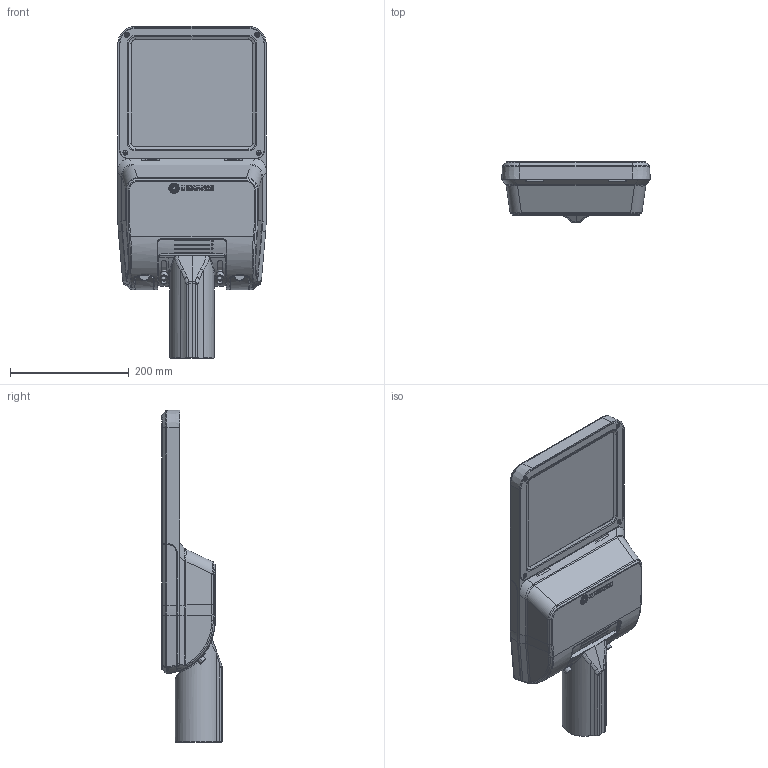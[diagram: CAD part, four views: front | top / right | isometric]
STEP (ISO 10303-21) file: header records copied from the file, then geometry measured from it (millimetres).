
FILE_DESCRIPTION (( 'STEP AP214' ), '1' );
FILE_NAME ('SL_FLEX_SM.STEP', '2022-07-20T06:36:23', ( '' ), ( '' ), 'SwSTEP 2.0', 'SolidWorks 2020', '' );
FILE_SCHEMA (( 'AUTOMOTIVE_DESIGN' ));
Length unit declared in the file: millimetre
Products named in the file (1): SL_FLEX_SM
Bounding box: 250 x 101.44 x 560.01 mm (x, y, z)
Volume: 4252121.1 mm3; surface area: 805282.8 mm2
Topology: 27 solids, 27 shells, 2838 faces, 7313 edges, 4559 vertices
Faces by surface type: plane 1391, cylinder 587, bspline 529, torus 172, cone 98, sphere 61
Full cylindrical faces by diameter (mm): 2.5 x2, 4.92 x1, 5.468 x1, 6 x2, 8.212 x1, 9.309 x1, 11.504 x1, 13.188 x1, 14.834 x1, 17.577 x1, 70 x1
Entity records: 139723 total; most frequent: CARTESIAN_POINT 45803, ORIENTED_EDGE 14184, DIRECTION 11115, EDGE_CURVE 7092, VERTEX_POINT 4505, AXIS2_PLACEMENT_3D 3731, LINE 3653, VECTOR 3653
